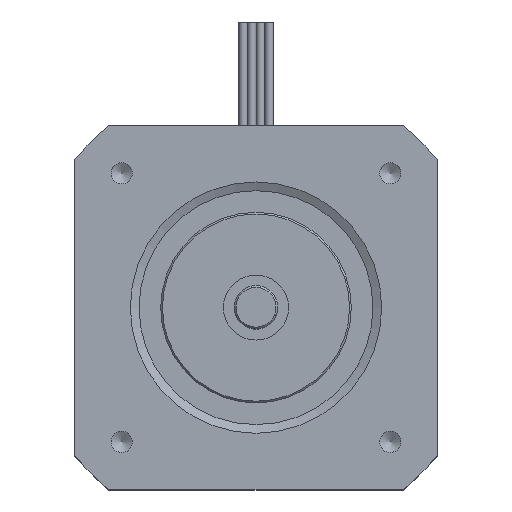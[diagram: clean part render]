
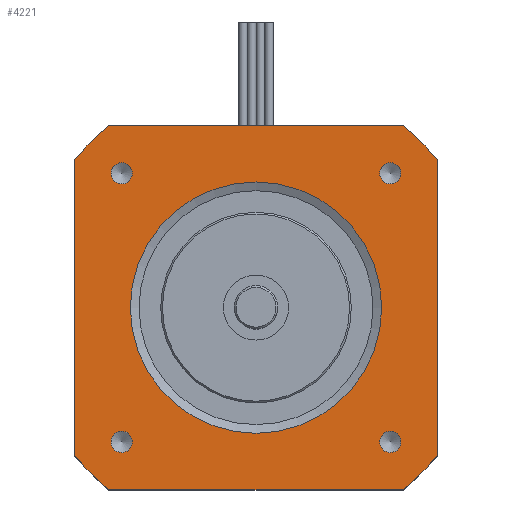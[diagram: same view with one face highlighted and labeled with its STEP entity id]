
A CAD part, top view. The second image highlights one B-rep face of the part: STEP entity #4221.
In plain terms, the highlighted planar face has unit normal (0, 0, 1).
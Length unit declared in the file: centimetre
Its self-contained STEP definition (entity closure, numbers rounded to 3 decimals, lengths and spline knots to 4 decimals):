
#246=FACE_BOUND('',#836,.T.);
#247=FACE_BOUND('',#837,.T.);
#248=FACE_BOUND('',#838,.T.);
#249=FACE_BOUND('',#839,.T.);
#250=FACE_BOUND('',#840,.T.);
#328=CIRCLE('',#4498,1.45);
#329=CIRCLE('',#4500,2.7);
#330=CIRCLE('',#4501,2.7);
#331=CIRCLE('',#4502,2.7);
#332=CIRCLE('',#4503,2.7);
#333=CIRCLE('',#4504,0.123);
#334=CIRCLE('',#4505,0.123);
#335=CIRCLE('',#4506,0.123);
#336=CIRCLE('',#4507,0.123);
#572=FACE_OUTER_BOUND('',#835,.T.);
#835=EDGE_LOOP('',(#2699,#2700,#2701,#2702,#2703,#2704,#2705,#2706));
#836=EDGE_LOOP('',(#2707));
#837=EDGE_LOOP('',(#2708));
#838=EDGE_LOOP('',(#2709));
#839=EDGE_LOOP('',(#2710));
#840=EDGE_LOOP('',(#2711));
#1182=LINE('',#6325,#1430);
#1192=LINE('',#6353,#1440);
#1194=LINE('',#6364,#1442);
#1195=LINE('',#6368,#1443);
#1430=VECTOR('',#5033,3.3941);
#1440=VECTOR('',#5061,3.3941);
#1442=VECTOR('',#5073,3.3941);
#1443=VECTOR('',#5076,3.3941);
#1674=VERTEX_POINT('',#6322);
#1675=VERTEX_POINT('',#6324);
#1683=VERTEX_POINT('',#6350);
#1684=VERTEX_POINT('',#6352);
#1686=VERTEX_POINT('',#6358);
#1687=VERTEX_POINT('',#6361);
#1688=VERTEX_POINT('',#6363);
#1689=VERTEX_POINT('',#6365);
#1690=VERTEX_POINT('',#6367);
#1691=VERTEX_POINT('',#6371);
#1692=VERTEX_POINT('',#6373);
#1693=VERTEX_POINT('',#6375);
#1694=VERTEX_POINT('',#6377);
#2081=EDGE_CURVE('',#1674,#1675,#1182,.T.);
#2095=EDGE_CURVE('',#1683,#1684,#1192,.T.);
#2098=EDGE_CURVE('',#1686,#1686,#328,.T.);
#2099=EDGE_CURVE('',#1687,#1683,#329,.T.);
#2100=EDGE_CURVE('',#1688,#1687,#1194,.T.);
#2101=EDGE_CURVE('',#1689,#1688,#330,.T.);
#2102=EDGE_CURVE('',#1690,#1689,#1195,.T.);
#2103=EDGE_CURVE('',#1675,#1690,#331,.T.);
#2104=EDGE_CURVE('',#1684,#1674,#332,.T.);
#2105=EDGE_CURVE('',#1691,#1691,#333,.T.);
#2106=EDGE_CURVE('',#1692,#1692,#334,.T.);
#2107=EDGE_CURVE('',#1693,#1693,#335,.T.);
#2108=EDGE_CURVE('',#1694,#1694,#336,.T.);
#2699=ORIENTED_EDGE('',*,*,#2095,.F.);
#2700=ORIENTED_EDGE('',*,*,#2099,.F.);
#2701=ORIENTED_EDGE('',*,*,#2100,.F.);
#2702=ORIENTED_EDGE('',*,*,#2101,.F.);
#2703=ORIENTED_EDGE('',*,*,#2102,.F.);
#2704=ORIENTED_EDGE('',*,*,#2103,.F.);
#2705=ORIENTED_EDGE('',*,*,#2081,.F.);
#2706=ORIENTED_EDGE('',*,*,#2104,.F.);
#2707=ORIENTED_EDGE('',*,*,#2105,.T.);
#2708=ORIENTED_EDGE('',*,*,#2106,.T.);
#2709=ORIENTED_EDGE('',*,*,#2107,.T.);
#2710=ORIENTED_EDGE('',*,*,#2108,.T.);
#2711=ORIENTED_EDGE('',*,*,#2098,.F.);
#3815=PLANE('',#4499);
#4221=ADVANCED_FACE('',(#572,#246,#247,#248,#249,#250),#3815,.T.);
#4498=AXIS2_PLACEMENT_3D('',#6359,#5067,#5068);
#4499=AXIS2_PLACEMENT_3D('',#6360,#5069,#5070);
#4500=AXIS2_PLACEMENT_3D('',#6362,#5071,#5072);
#4501=AXIS2_PLACEMENT_3D('',#6366,#5074,#5075);
#4502=AXIS2_PLACEMENT_3D('',#6369,#5077,#5078);
#4503=AXIS2_PLACEMENT_3D('',#6370,#5079,#5080);
#4504=AXIS2_PLACEMENT_3D('',#6372,#5081,#5082);
#4505=AXIS2_PLACEMENT_3D('',#6374,#5083,#5084);
#4506=AXIS2_PLACEMENT_3D('',#6376,#5085,#5086);
#4507=AXIS2_PLACEMENT_3D('',#6378,#5087,#5088);
#5033=DIRECTION('',(0.,-1.,0.));
#5061=DIRECTION('',(1.,0.,0.));
#5067=DIRECTION('center_axis',(0.,0.,
1.));
#5068=DIRECTION('ref_axis',(-1.,0.,0.));
#5069=DIRECTION('center_axis',(0.,0.,
1.));
#5070=DIRECTION('ref_axis',(1.,0.,0.));
#5071=DIRECTION('center_axis',(0.,0.,
-1.));
#5072=DIRECTION('ref_axis',(-0.629,0.778,0.));
#5073=DIRECTION('',(0.,1.,0.));
#5074=DIRECTION('center_axis',(0.,0.,
-1.));
#5075=DIRECTION('ref_axis',(-0.778,-0.629,0.));
#5076=DIRECTION('',(-1.,0.,0.));
#5077=DIRECTION('center_axis',(0.,0.,
-1.));
#5078=DIRECTION('ref_axis',(0.629,-0.778,0.));
#5079=DIRECTION('center_axis',(0.,0.,
-1.));
#5080=DIRECTION('ref_axis',(0.778,0.629,0.));
#5081=DIRECTION('center_axis',(0.,0.,
-1.));
#5082=DIRECTION('ref_axis',(1.,0.,0.));
#5083=DIRECTION('center_axis',(0.,0.,
-1.));
#5084=DIRECTION('ref_axis',(1.,0.,0.));
#5085=DIRECTION('center_axis',(0.,0.,
-1.));
#5086=DIRECTION('ref_axis',(1.,0.,0.));
#5087=DIRECTION('center_axis',(0.,0.,
-1.));
#5088=DIRECTION('ref_axis',(1.,0.,0.));
#6322=CARTESIAN_POINT('',(2.1,1.6971,0.125));
#6324=CARTESIAN_POINT('',(2.1,-1.6971,0.125));
#6325=CARTESIAN_POINT('',(2.1,1.6971,0.125));
#6350=CARTESIAN_POINT('',(-1.6971,2.1,0.125));
#6352=CARTESIAN_POINT('',(1.6971,2.1,0.125));
#6353=CARTESIAN_POINT('',(-1.6971,2.1,0.125));
#6358=CARTESIAN_POINT('',(1.45,0.,0.125));
#6359=CARTESIAN_POINT('Origin',(0.,0.,0.125));
#6360=CARTESIAN_POINT('Origin',(0.,0.,0.125));
#6361=CARTESIAN_POINT('',(-2.1,1.6971,0.125));
#6362=CARTESIAN_POINT('Origin',(0.,0.,0.125));
#6363=CARTESIAN_POINT('',(-2.1,-1.6971,0.125));
#6364=CARTESIAN_POINT('',(-2.1,-1.6971,0.125));
#6365=CARTESIAN_POINT('',(-1.6971,-2.1,0.125));
#6366=CARTESIAN_POINT('Origin',(0.,0.,0.125));
#6367=CARTESIAN_POINT('',(1.6971,-2.1,0.125));
#6368=CARTESIAN_POINT('',(1.6971,-2.1,0.125));
#6369=CARTESIAN_POINT('Origin',(0.,0.,0.125));
#6370=CARTESIAN_POINT('Origin',(0.,0.,0.125));
#6371=CARTESIAN_POINT('',(1.4271,1.55,0.125));
#6372=CARTESIAN_POINT('Origin',(1.55,1.55,0.125));
#6373=CARTESIAN_POINT('',(-1.673,1.55,0.125));
#6374=CARTESIAN_POINT('Origin',(-1.55,1.55,0.125));
#6375=CARTESIAN_POINT('',(1.4271,-1.55,0.125));
#6376=CARTESIAN_POINT('Origin',(1.55,-1.55,0.125));
#6377=CARTESIAN_POINT('',(-1.673,-1.55,0.125));
#6378=CARTESIAN_POINT('Origin',(-1.55,-1.55,0.125));
